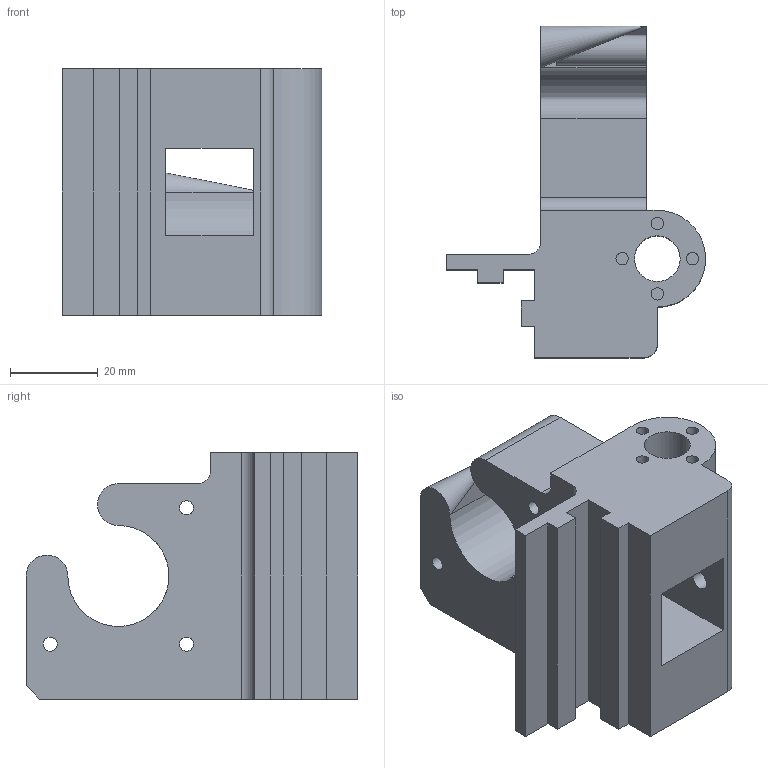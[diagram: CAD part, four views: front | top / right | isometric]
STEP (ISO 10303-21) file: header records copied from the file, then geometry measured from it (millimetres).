
FILE_DESCRIPTION(('FreeCAD Model'),'2;1');
FILE_NAME('Open CASCADE Shape Model','2023-03-02T22:06:05',('Author'),( ''),'Open CASCADE STEP processor 7.5','FreeCAD','Unknown');
FILE_SCHEMA(('AUTOMOTIVE_DESIGN { 1 0 10303 214 1 1 1 1 }'));
Length unit declared in the file: millimetre
Products named in the file (1): x.motor.holder
Bounding box: 59 x 75.5 x 56 mm (x, y, z)
Volume: 73848.7 mm3; surface area: 25617 mm2
Topology: 1 solids, 3 shells, 64 faces, 154 edges, 102 vertices
Faces by surface type: plane 39, cylinder 23, cone 2
Full cylindrical faces by diameter (mm): 2.8 x6, 3.2 x3, 4.2 x1, 6.8 x3, 8.2 x2, 9.5 x1, 10.4 x1
Entity records: 3917 total; most frequent: CARTESIAN_POINT 689, DIRECTION 625, LINE 358, VECTOR 358, ORIENTED_EDGE 304, PCURVE 304, DEFINITIONAL_REPRESENTATION 304, EDGE_CURVE 152
